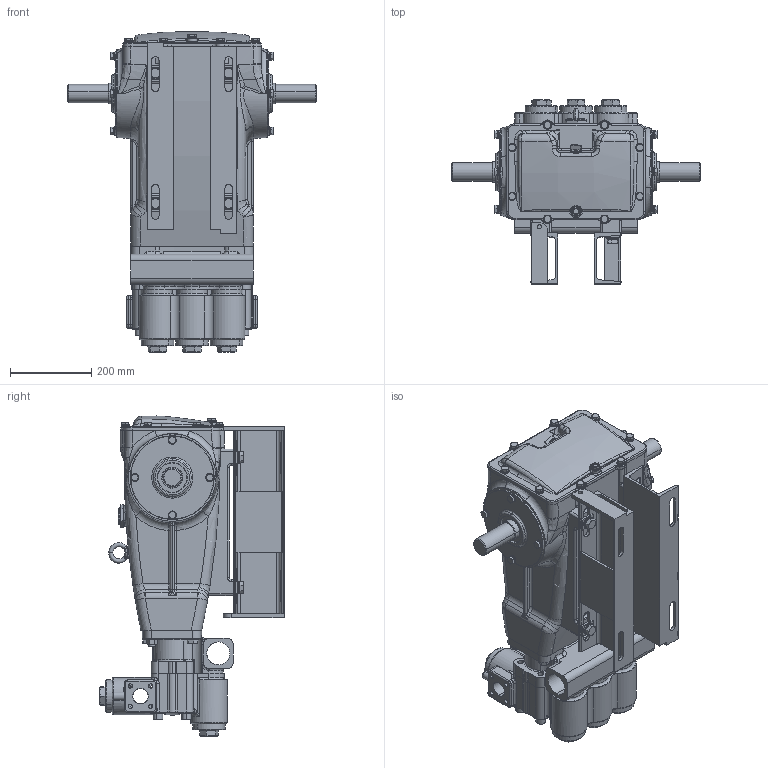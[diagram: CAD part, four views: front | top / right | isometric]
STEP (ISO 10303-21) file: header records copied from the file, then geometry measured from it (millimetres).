
FILE_DESCRIPTION (( 'STEP AP214' ), '1' );
FILE_NAME ('6747.STEP', '2009-03-04T19:07:12', ( 'Steve Larson' ), ( 'Diversified Dynamics' ), 'SwSTEP 2.0', 'SolidWorks 2009', '' );
FILE_SCHEMA (( 'AUTOMOTIVE_DESIGN' ));
Length unit declared in the file: millimetre
Products named in the file (1): 6747
Bounding box: 610 x 453 x 786.4 mm (x, y, z)
Surface area: 2138641.1 mm2 (no closed solid volume)
Topology: 0 solids, 119 shells, 2046 faces, 6064 edges, 4046 vertices
Faces by surface type: cylinder 611, plane 594, torus 479, bspline 211, cone 135, sphere 16
Entity records: 113977 total; most frequent: CARTESIAN_POINT 38828, DIRECTION 11022, ORIENTED_EDGE 10473, EDGE_CURVE 6046, AXIS2_PLACEMENT_3D 4504, VERTEX_POINT 4046, CIRCLE 2668, EDGE_LOOP 2270
